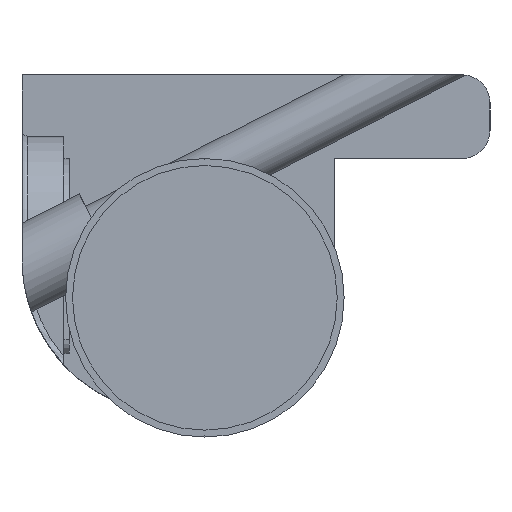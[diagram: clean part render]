
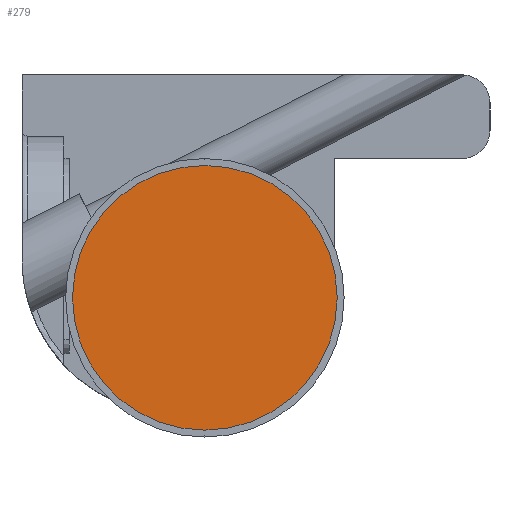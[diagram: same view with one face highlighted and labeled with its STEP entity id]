
A CAD part, left-side view. The second image highlights one B-rep face of the part: STEP entity #279.
In plain terms, the highlighted planar face has unit normal (-1, 0, 0).
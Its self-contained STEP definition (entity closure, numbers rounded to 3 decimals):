
#146 = CARTESIAN_POINT ( 'NONE',  ( -353.8, 10.236, -12.75 ) ) ;
#279 = ADVANCED_FACE ( 'NONE', ( #1375 ), #2298, .T. ) ;
#370 = ORIENTED_EDGE ( 'NONE', *, *, #1477, .F. ) ;
#512 = DIRECTION ( 'NONE',  ( 0., 0., 1. ) ) ;
#696 = ORIENTED_EDGE ( 'NONE', *, *, #1313, .F. ) ;
#834 = CARTESIAN_POINT ( 'NONE',  ( -353.8, 10.236, -3.25 ) ) ;
#1117 = CARTESIAN_POINT ( 'NONE',  ( -353.8, 10.236, -8. ) ) ;
#1126 = DIRECTION ( 'NONE',  ( 1., 0., 0. ) ) ;
#1152 = CARTESIAN_POINT ( 'NONE',  ( -353.8, 10.236, -8. ) ) ;
#1169 = DIRECTION ( 'NONE',  ( 0., 0., -1. ) ) ;
#1187 = DIRECTION ( 'NONE',  ( 0., 0., -1. ) ) ;
#1211 = DIRECTION ( 'NONE',  ( 1., 0., 0. ) ) ;
#1268 = AXIS2_PLACEMENT_3D ( 'NONE', #1708, #1897, #512 ) ;
#1313 = EDGE_CURVE ( 'NONE', #1647, #1472, #1578, .T. ) ;
#1329 = CIRCLE ( 'NONE', #1678, 4.75 ) ;
#1375 = FACE_OUTER_BOUND ( 'NONE', #2527, .T. ) ;
#1472 = VERTEX_POINT ( 'NONE', #834 ) ;
#1477 = EDGE_CURVE ( 'NONE', #1472, #1647, #1329, .T. ) ;
#1578 = CIRCLE ( 'NONE', #2402, 4.75 ) ;
#1647 = VERTEX_POINT ( 'NONE', #146 ) ;
#1678 = AXIS2_PLACEMENT_3D ( 'NONE', #1117, #1126, #1169 ) ;
#1708 = CARTESIAN_POINT ( 'NONE',  ( -353.8, 10.236, -12.75 ) ) ;
#1897 = DIRECTION ( 'NONE',  ( -1., 0., 0. ) ) ;
#2298 = PLANE ( 'NONE',  #1268 ) ;
#2402 = AXIS2_PLACEMENT_3D ( 'NONE', #1152, #1211, #1187 ) ;
#2527 = EDGE_LOOP ( 'NONE', ( #696, #370 ) ) ;
